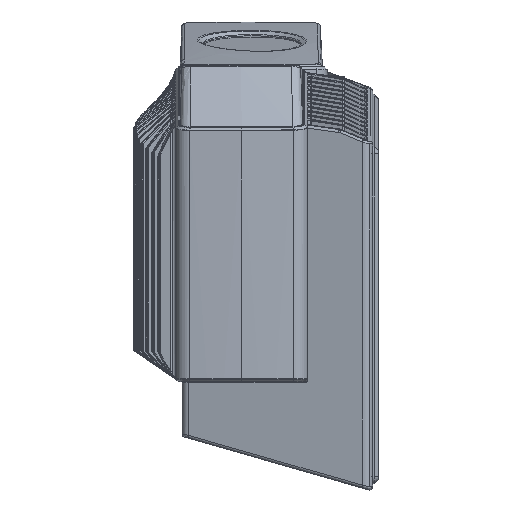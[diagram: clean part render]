
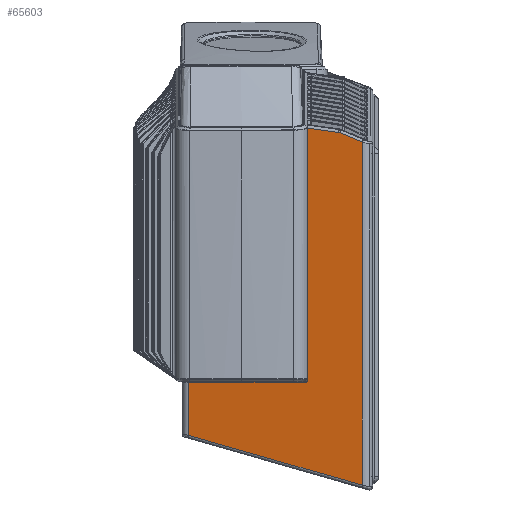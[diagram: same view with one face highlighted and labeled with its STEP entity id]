
A CAD part, left-side view. The second image highlights one B-rep face of the part: STEP entity #65603.
In plain terms, the highlighted planar face has unit normal (-0.974, 0.225, 0).
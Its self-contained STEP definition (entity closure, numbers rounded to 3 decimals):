
#4807 = EDGE_CURVE ( 'NONE', #5531, #129642, #157215, .T. ) ;
#5494 = CARTESIAN_POINT ( 'NONE',  ( -28.372, -19.112, -48.7 ) ) ;
#5531 = VERTEX_POINT ( 'NONE', #103967 ) ;
#14835 = CARTESIAN_POINT ( 'NONE',  ( -28.413, -19.29, -48.559 ) ) ;
#16121 = CARTESIAN_POINT ( 'NONE',  ( -28.459, -19.491, -48.201 ) ) ;
#17399 = CARTESIAN_POINT ( 'NONE',  ( -28.372, -19.112, -48.7 ) ) ;
#17459 = CARTESIAN_POINT ( 'NONE',  ( -28.446, -19.431, -48.364 ) ) ;
#17494 = B_SPLINE_CURVE_WITH_KNOTS ( 'NONE', 3,
 ( #182008, #157774, #16121, #75550, #98476, #117326, #203525, #17459, #121355, #55341, #239949, #60670, #37754, #99809, #14835, #18767, #20101, #101139 ),
 .UNSPECIFIED., .F., .F.,
 ( 4, 1, 1, 1, 1, 2, 2, 1, 1, 2, 2, 4 ),
 ( 0., 0.25, 0.375, 0.437, 0.469, 0.484, 0.5, 0.625, 0.687, 0.719, 0.75, 1. ),
 .UNSPECIFIED. ) ;
#18767 = CARTESIAN_POINT ( 'NONE',  ( -28.401, -19.237, -48.612 ) ) ;
#20101 = CARTESIAN_POINT ( 'NONE',  ( -28.388, -19.18, -48.657 ) ) ;
#30178 = LINE ( 'NONE', #112429, #231002 ) ;
#30410 = CARTESIAN_POINT ( 'NONE',  ( -18.794, 22.375, -67.422 ) ) ;
#35804 = LINE ( 'NONE', #47770, #237385 ) ;
#37645 = CARTESIAN_POINT ( 'NONE',  ( -31.081, -30.846, 39.313 ) ) ;
#37754 = CARTESIAN_POINT ( 'NONE',  ( -28.418, -19.313, -48.534 ) ) ;
#38726 = VECTOR ( 'NONE', #242045, 1000. ) ;
#39623 = ORIENTED_EDGE ( 'NONE', *, *, #264367, .F. ) ;
#39631 = ORIENTED_EDGE ( 'NONE', *, *, #201473, .T. ) ;
#41312 = DIRECTION ( 'NONE',  ( 0., 0., -1. ) ) ;
#43706 = CARTESIAN_POINT ( 'NONE',  ( -32.923, -38.825, -84.97 ) ) ;
#47770 = CARTESIAN_POINT ( 'NONE',  ( -28.462, -19.5, 40.942 ) ) ;
#48366 = ORIENTED_EDGE ( 'NONE', *, *, #159692, .F. ) ;
#51927 = VERTEX_POINT ( 'NONE', #74652 ) ;
#52034 = VECTOR ( 'NONE', #154707, 1000. ) ;
#55229 = CARTESIAN_POINT ( 'NONE',  ( -31.119, -31.01, 39.244 ) ) ;
#55341 = CARTESIAN_POINT ( 'NONE',  ( -28.441, -19.41, -48.405 ) ) ;
#57704 = CARTESIAN_POINT ( 'NONE',  ( -18.794, 22.375, -48.7 ) ) ;
#60670 = CARTESIAN_POINT ( 'NONE',  ( -28.423, -19.334, -48.511 ) ) ;
#63191 = VECTOR ( 'NONE', #148822, 1000. ) ;
#65603 = ADVANCED_FACE ( 'NONE', ( #153377 ), #137128, .F. ) ;
#66660 = CARTESIAN_POINT ( 'NONE',  ( -28.462, -19.5, 40.942 ) ) ;
#70921 = LINE ( 'NONE', #30410, #84070 ) ;
#74652 = CARTESIAN_POINT ( 'NONE',  ( -18.794, 22.375, -67.422 ) ) ;
#75550 = CARTESIAN_POINT ( 'NONE',  ( -28.453, -19.465, -48.286 ) ) ;
#84070 = VECTOR ( 'NONE', #112654, 1000. ) ;
#86346 = EDGE_CURVE ( 'NONE', #156967, #51927, #30178, .T. ) ;
#92292 = DIRECTION ( 'NONE',  ( 0.217, 0.938, 0.269 ) ) ;
#94132 = CARTESIAN_POINT ( 'NONE',  ( -28.462, -19.5, 40.942 ) ) ;
#98363 = CARTESIAN_POINT ( 'NONE',  ( -31.041, -30.675, 39.361 ) ) ;
#98476 = CARTESIAN_POINT ( 'NONE',  ( -28.449, -19.447, -48.328 ) ) ;
#99702 = CARTESIAN_POINT ( 'NONE',  ( -31.001, -30.5, 39.386 ) ) ;
#99809 = CARTESIAN_POINT ( 'NONE',  ( -28.415, -19.299, -48.55 ) ) ;
#100716 = CARTESIAN_POINT ( 'NONE',  ( -32.923, -38.825, -87. ) ) ;
#101139 = CARTESIAN_POINT ( 'NONE',  ( -28.372, -19.112, -48.7 ) ) ;
#103708 = VECTOR ( 'NONE', #220474, 1000. ) ;
#103883 = VERTEX_POINT ( 'NONE', #66660 ) ;
#103967 = CARTESIAN_POINT ( 'NONE',  ( -31.119, -31.01, 39.244 ) ) ;
#112429 = CARTESIAN_POINT ( 'NONE',  ( -32.923, -38.825, -84.97 ) ) ;
#112654 = DIRECTION ( 'NONE',  ( 0., 0., 1. ) ) ;
#112755 = CARTESIAN_POINT ( 'NONE',  ( -28.462, -19.5, 40.942 ) ) ;
#116739 = LINE ( 'NONE', #112755, #103708 ) ;
#116927 = LINE ( 'NONE', #94132, #52034 ) ;
#117326 = CARTESIAN_POINT ( 'NONE',  ( -28.447, -19.438, -48.349 ) ) ;
#121355 = CARTESIAN_POINT ( 'NONE',  ( -28.445, -19.43, -48.365 ) ) ;
#123236 = EDGE_CURVE ( 'NONE', #103883, #127669, #35804, .T. ) ;
#124050 = EDGE_LOOP ( 'NONE', ( #48366, #134921, #39623, #132195, #197970, #188076, #136938, #141796, #39631, #188126 ) ) ;
#127669 = VERTEX_POINT ( 'NONE', #128230 ) ;
#128230 = CARTESIAN_POINT ( 'NONE',  ( -31.001, -30.5, 39.386 ) ) ;
#128677 = DIRECTION ( 'NONE',  ( -0.223, -0.965, -0.137 ) ) ;
#129642 = VERTEX_POINT ( 'NONE', #215084 ) ;
#132195 = ORIENTED_EDGE ( 'NONE', *, *, #4807, .F. ) ;
#134921 = ORIENTED_EDGE ( 'NONE', *, *, #86346, .F. ) ;
#136938 = ORIENTED_EDGE ( 'NONE', *, *, #232010, .T. ) ;
#137128 = PLANE ( 'NONE',  #184174 ) ;
#141796 = ORIENTED_EDGE ( 'NONE', *, *, #150282, .T. ) ;
#142240 = CARTESIAN_POINT ( 'NONE',  ( -32.923, -38.825, 35.923 ) ) ;
#144531 = VERTEX_POINT ( 'NONE', #212144 ) ;
#148822 = DIRECTION ( 'NONE',  ( 0., 0., -1. ) ) ;
#150282 = EDGE_CURVE ( 'NONE', #144531, #235188, #116739, .T. ) ;
#153377 = FACE_OUTER_BOUND ( 'NONE', #124050, .T. ) ;
#154707 = DIRECTION ( 'NONE',  ( 0., 0., -1. ) ) ;
#156967 = VERTEX_POINT ( 'NONE', #259729 ) ;
#157215 = LINE ( 'NONE', #142240, #38726 ) ;
#157774 = CARTESIAN_POINT ( 'NONE',  ( -28.462, -19.5, -48.125 ) ) ;
#159692 = EDGE_CURVE ( 'NONE', #51927, #226855, #70921, .T. ) ;
#161651 = LINE ( 'NONE', #17399, #243366 ) ;
#163978 = DIRECTION ( 'NONE',  ( 0.974, -0.225, 0. ) ) ;
#166345 = VERTEX_POINT ( 'NONE', #5494 ) ;
#171716 = LINE ( 'NONE', #43706, #63191 ) ;
#181943 = DIRECTION ( 'NONE',  ( -0.225, -0.974, 0. ) ) ;
#182008 = CARTESIAN_POINT ( 'NONE',  ( -28.462, -19.5, -48.074 ) ) ;
#184174 = AXIS2_PLACEMENT_3D ( 'NONE', #100716, #163978, #41312 ) ;
#188076 = ORIENTED_EDGE ( 'NONE', *, *, #123236, .F. ) ;
#188126 = ORIENTED_EDGE ( 'NONE', *, *, #263945, .F. ) ;
#196474 = CARTESIAN_POINT ( 'NONE',  ( -28.462, -19.5, -48.074 ) ) ;
#197970 = ORIENTED_EDGE ( 'NONE', *, *, #262914, .F. ) ;
#201473 = EDGE_CURVE ( 'NONE', #235188, #166345, #17494, .T. ) ;
#203525 = CARTESIAN_POINT ( 'NONE',  ( -28.446, -19.434, -48.358 ) ) ;
#212144 = CARTESIAN_POINT ( 'NONE',  ( -28.462, -19.5, -47.417 ) ) ;
#215084 = CARTESIAN_POINT ( 'NONE',  ( -32.923, -38.825, 35.923 ) ) ;
#220474 = DIRECTION ( 'NONE',  ( 0., 0., -1. ) ) ;
#226855 = VERTEX_POINT ( 'NONE', #57704 ) ;
#231002 = VECTOR ( 'NONE', #92292, 1000. ) ;
#232010 = EDGE_CURVE ( 'NONE', #103883, #144531, #116927, .T. ) ;
#235188 = VERTEX_POINT ( 'NONE', #196474 ) ;
#236758 =( BOUNDED_CURVE ( )  B_SPLINE_CURVE ( 3, ( #99702, #98363, #37645, #55229 ),
 .UNSPECIFIED., .F., .F. ) 
 B_SPLINE_CURVE_WITH_KNOTS ( ( 4, 4 ),
 ( 1.284, 1.583 ),
 .UNSPECIFIED. ) 
 CURVE ( )  GEOMETRIC_REPRESENTATION_ITEM ( )  RATIONAL_B_SPLINE_CURVE ( ( 1., 0.993, 0.993, 1. ) ) 
 REPRESENTATION_ITEM ( '' )  );
#237385 = VECTOR ( 'NONE', #128677, 1000. ) ;
#239949 = CARTESIAN_POINT ( 'NONE',  ( -28.433, -19.378, -48.456 ) ) ;
#242045 = DIRECTION ( 'NONE',  ( -0.208, -0.9, -0.383 ) ) ;
#243366 = VECTOR ( 'NONE', #181943, 1000. ) ;
#259729 = CARTESIAN_POINT ( 'NONE',  ( -32.923, -38.825, -84.97 ) ) ;
#262914 = EDGE_CURVE ( 'NONE', #127669, #5531, #236758, .T. ) ;
#263945 = EDGE_CURVE ( 'NONE', #226855, #166345, #161651, .T. ) ;
#264367 = EDGE_CURVE ( 'NONE', #129642, #156967, #171716, .T. ) ;
